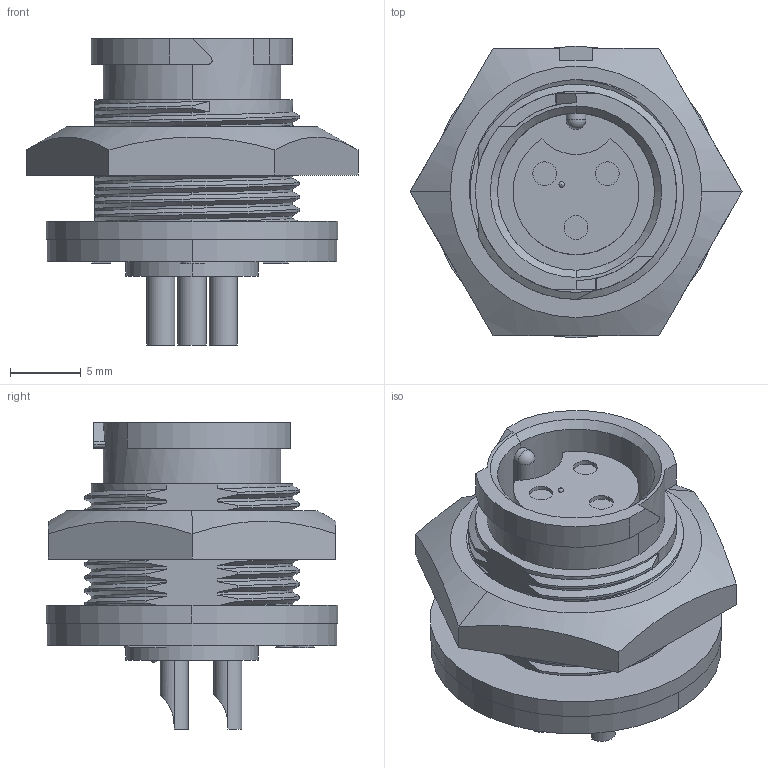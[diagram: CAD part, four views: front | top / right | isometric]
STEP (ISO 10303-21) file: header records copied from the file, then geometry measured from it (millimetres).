
FILE_DESCRIPTION (( 'STEP AP203' ), '1' );
FILE_NAME ('W7282-3SG-P-300.STEP', '2021-10-29T14:56:01', ( '' ), ( '' ), 'SwSTEP 2.0', 'SolidWorks 2020', '' );
FILE_SCHEMA (( 'CONFIG_CONTROL_DESIGN' ));
Length unit declared in the file: millimetre
Products named in the file (1): W7282-3SG-P-300
Bounding box: 23.46 x 20.62 x 21.64 mm (x, y, z)
Volume: 3171.3 mm3; surface area: 3066.3 mm2
Topology: 2 solids, 2 shells, 208 faces, 559 edges, 369 vertices
Faces by surface type: cylinder 82, plane 68, bspline 51, cone 4, sphere 3
Entity records: 13868 total; most frequent: CARTESIAN_POINT 9225, ORIENTED_EDGE 1106, DIRECTION 732, EDGE_CURVE 553, VERTEX_POINT 366, LINE 260, VECTOR 260, AXIS2_PLACEMENT_3D 236
